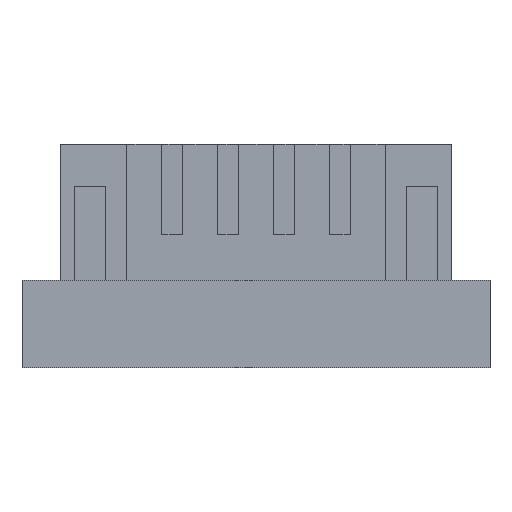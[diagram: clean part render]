
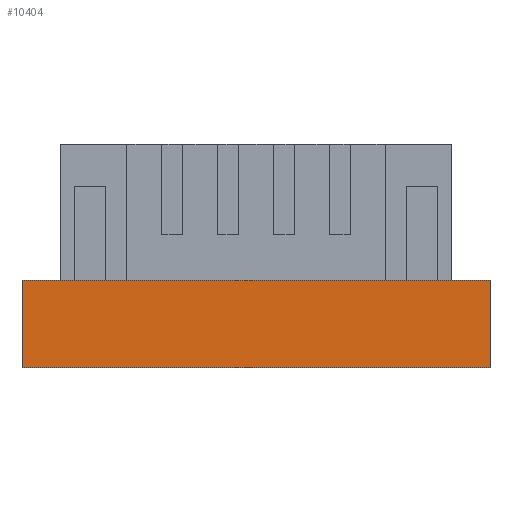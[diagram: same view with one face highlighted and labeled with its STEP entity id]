
A CAD part, top view. The second image highlights one B-rep face of the part: STEP entity #10404.
In plain terms, the highlighted planar face has unit normal (0, 0, 1).
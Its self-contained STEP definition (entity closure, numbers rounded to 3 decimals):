
#72 = PLANE('',#73);
#73 = AXIS2_PLACEMENT_3D('',#74,#75,#76);
#74 = CARTESIAN_POINT('',(27.725,-4.85,4.06));
#75 = DIRECTION('',(0.,-1.,0.));
#76 = DIRECTION('',(0.,0.,-1.));
#126 = PLANE('',#127);
#127 = AXIS2_PLACEMENT_3D('',#128,#129,#130);
#128 = CARTESIAN_POINT('',(21.75,-3.6,3.795));
#129 = DIRECTION('',(0.,-1.,0.));
#130 = DIRECTION('',(-1.,0.,0.));
#1469 = VERTEX_POINT('',#1470);
#1470 = CARTESIAN_POINT('',(24.25,-4.85,5.61));
#1477 = PLANE('',#1478);
#1478 = AXIS2_PLACEMENT_3D('',#1479,#1480,#1481);
#1479 = CARTESIAN_POINT('',(24.25,-3.06,5.202));
#1480 = DIRECTION('',(1.,-0.,0.));
#1481 = DIRECTION('',(0.,1.,0.));
#1520 = VERTEX_POINT('',#1521);
#1521 = CARTESIAN_POINT('',(24.25,-3.6,5.61));
#1542 = EDGE_CURVE('',#1469,#1520,#1543,.T.);
#1543 = SURFACE_CURVE('',#1544,(#1548,#1555),.PCURVE_S1.);
#1544 = LINE('',#1545,#1546);
#1545 = CARTESIAN_POINT('',(24.25,-4.85,5.61));
#1546 = VECTOR('',#1547,1.);
#1547 = DIRECTION('',(0.,1.,0.));
#1548 = PCURVE('',#1477,#1549);
#1549 = DEFINITIONAL_REPRESENTATION('',(#1550),#1554);
#1550 = LINE('',#1551,#1552);
#1551 = CARTESIAN_POINT('',(-1.79,0.408));
#1552 = VECTOR('',#1553,1.);
#1553 = DIRECTION('',(1.,0.));
#1554 = ( GEOMETRIC_REPRESENTATION_CONTEXT(2) 
PARAMETRIC_REPRESENTATION_CONTEXT() REPRESENTATION_CONTEXT('2D SPACE',''
  ) );
#1555 = PCURVE('',#1556,#1561);
#1556 = PLANE('',#1557);
#1557 = AXIS2_PLACEMENT_3D('',#1558,#1559,#1560);
#1558 = CARTESIAN_POINT('',(14.9,-4.225,5.61));
#1559 = DIRECTION('',(0.,0.,1.));
#1560 = DIRECTION('',(1.,0.,0.));
#1561 = DEFINITIONAL_REPRESENTATION('',(#1562),#1566);
#1562 = LINE('',#1563,#1564);
#1563 = CARTESIAN_POINT('',(9.35,-0.625));
#1564 = VECTOR('',#1565,1.);
#1565 = DIRECTION('',(0.,1.));
#1566 = ( GEOMETRIC_REPRESENTATION_CONTEXT(2) 
PARAMETRIC_REPRESENTATION_CONTEXT() REPRESENTATION_CONTEXT('2D SPACE',''
  ) );
#8468 = EDGE_CURVE('',#1469,#8469,#8471,.T.);
#8469 = VERTEX_POINT('',#8470);
#8470 = CARTESIAN_POINT('',(17.55,-4.85,5.61));
#8471 = SURFACE_CURVE('',#8472,(#8476,#8483),.PCURVE_S1.);
#8472 = LINE('',#8473,#8474);
#8473 = CARTESIAN_POINT('',(25.85,-4.85,5.61));
#8474 = VECTOR('',#8475,1.);
#8475 = DIRECTION('',(-1.,0.,0.));
#8476 = PCURVE('',#72,#8477);
#8477 = DEFINITIONAL_REPRESENTATION('',(#8478),#8482);
#8478 = LINE('',#8479,#8480);
#8479 = CARTESIAN_POINT('',(-1.55,-1.875));
#8480 = VECTOR('',#8481,1.);
#8481 = DIRECTION('',(0.,-1.));
#8482 = ( GEOMETRIC_REPRESENTATION_CONTEXT(2) 
PARAMETRIC_REPRESENTATION_CONTEXT() REPRESENTATION_CONTEXT('2D SPACE',''
  ) );
#8483 = PCURVE('',#1556,#8484);
#8484 = DEFINITIONAL_REPRESENTATION('',(#8485),#8489);
#8485 = LINE('',#8486,#8487);
#8486 = CARTESIAN_POINT('',(10.95,-0.625));
#8487 = VECTOR('',#8488,1.);
#8488 = DIRECTION('',(-1.,0.));
#8489 = ( GEOMETRIC_REPRESENTATION_CONTEXT(2) 
PARAMETRIC_REPRESENTATION_CONTEXT() REPRESENTATION_CONTEXT('2D SPACE',''
  ) );
#8507 = PLANE('',#8508);
#8508 = AXIS2_PLACEMENT_3D('',#8509,#8510,#8511);
#8509 = CARTESIAN_POINT('',(17.55,-3.06,5.202));
#8510 = DIRECTION('',(1.,-0.,0.));
#8511 = DIRECTION('',(0.,1.,0.));
#10064 = EDGE_CURVE('',#1520,#10065,#10067,.T.);
#10065 = VERTEX_POINT('',#10066);
#10066 = CARTESIAN_POINT('',(17.55,-3.6,5.61));
#10067 = SURFACE_CURVE('',#10068,(#10072,#10079),.PCURVE_S1.);
#10068 = LINE('',#10069,#10070);
#10069 = CARTESIAN_POINT('',(32.25,-3.6,5.61));
#10070 = VECTOR('',#10071,1.);
#10071 = DIRECTION('',(-1.,0.,0.));
#10072 = PCURVE('',#126,#10073);
#10073 = DEFINITIONAL_REPRESENTATION('',(#10074),#10078);
#10074 = LINE('',#10075,#10076);
#10075 = CARTESIAN_POINT('',(-10.5,-1.815));
#10076 = VECTOR('',#10077,1.);
#10077 = DIRECTION('',(1.,0.));
#10078 = ( GEOMETRIC_REPRESENTATION_CONTEXT(2) 
PARAMETRIC_REPRESENTATION_CONTEXT() REPRESENTATION_CONTEXT('2D SPACE',''
  ) );
#10079 = PCURVE('',#1556,#10080);
#10080 = DEFINITIONAL_REPRESENTATION('',(#10081),#10085);
#10081 = LINE('',#10082,#10083);
#10082 = CARTESIAN_POINT('',(17.35,0.625));
#10083 = VECTOR('',#10084,1.);
#10084 = DIRECTION('',(-1.,0.));
#10085 = ( GEOMETRIC_REPRESENTATION_CONTEXT(2) 
PARAMETRIC_REPRESENTATION_CONTEXT() REPRESENTATION_CONTEXT('2D SPACE',''
  ) );
#10374 = EDGE_CURVE('',#8469,#10065,#10375,.T.);
#10375 = SURFACE_CURVE('',#10376,(#10380,#10387),.PCURVE_S1.);
#10376 = LINE('',#10377,#10378);
#10377 = CARTESIAN_POINT('',(17.55,-4.85,5.61));
#10378 = VECTOR('',#10379,1.);
#10379 = DIRECTION('',(0.,1.,0.));
#10380 = PCURVE('',#8507,#10381);
#10381 = DEFINITIONAL_REPRESENTATION('',(#10382),#10386);
#10382 = LINE('',#10383,#10384);
#10383 = CARTESIAN_POINT('',(-1.79,0.408));
#10384 = VECTOR('',#10385,1.);
#10385 = DIRECTION('',(1.,0.));
#10386 = ( GEOMETRIC_REPRESENTATION_CONTEXT(2) 
PARAMETRIC_REPRESENTATION_CONTEXT() REPRESENTATION_CONTEXT('2D SPACE',''
  ) );
#10387 = PCURVE('',#1556,#10388);
#10388 = DEFINITIONAL_REPRESENTATION('',(#10389),#10393);
#10389 = LINE('',#10390,#10391);
#10390 = CARTESIAN_POINT('',(2.65,-0.625));
#10391 = VECTOR('',#10392,1.);
#10392 = DIRECTION('',(0.,1.));
#10393 = ( GEOMETRIC_REPRESENTATION_CONTEXT(2) 
PARAMETRIC_REPRESENTATION_CONTEXT() REPRESENTATION_CONTEXT('2D SPACE',''
  ) );
#10404 = ADVANCED_FACE('',(#10405),#1556,.T.);
#10405 = FACE_BOUND('',#10406,.T.);
#10406 = EDGE_LOOP('',(#10407,#10408,#10409,#10410));
#10407 = ORIENTED_EDGE('',*,*,#10064,.T.);
#10408 = ORIENTED_EDGE('',*,*,#10374,.F.);
#10409 = ORIENTED_EDGE('',*,*,#8468,.F.);
#10410 = ORIENTED_EDGE('',*,*,#1542,.T.);
